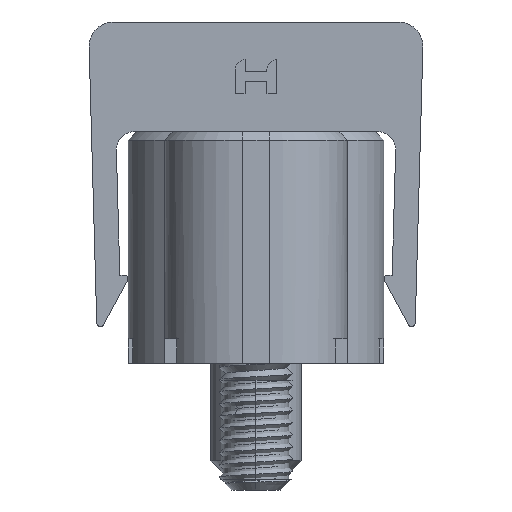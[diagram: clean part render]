
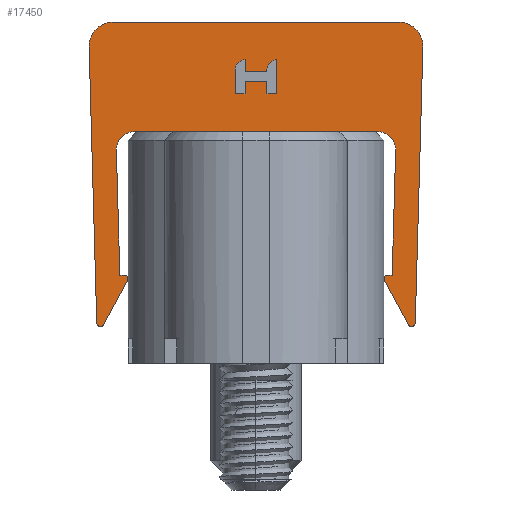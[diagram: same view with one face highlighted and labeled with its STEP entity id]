
A CAD part, left-side view. The second image highlights one B-rep face of the part: STEP entity #17450.
In plain terms, the highlighted face is planar.
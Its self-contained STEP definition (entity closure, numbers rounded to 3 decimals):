
#16522=CARTESIAN_POINT('',(4.979,4.,5.25));
#16523=DIRECTION('',(0.,-1.,0.));
#16524=DIRECTION('',(0.,0.,-1.));
#16525=AXIS2_PLACEMENT_3D('',#16522,#16523,#16524);
#16552=CARTESIAN_POINT('',(-4.979,4.,5.25));
#16553=DIRECTION('',(0.,-1.,0.));
#16554=DIRECTION('',(-1.,0.,0.028));
#16555=AXIS2_PLACEMENT_3D('',#16552,#16553,#16554);
#16609=CARTESIAN_POINT('',(-5.847,4.,1.));
#16610=DIRECTION('',(0.,1.,0.));
#16611=DIRECTION('',(0.,0.,-1.));
#16612=AXIS2_PLACEMENT_3D('',#16609,#16610,#16611);
#16617=DIRECTION('',(-1.,0.,0.));
#16618=VECTOR('',#16617,11.694);
#16619=CARTESIAN_POINT('',(5.847,4.,0.));
#16620=LINE('',#16619,#16618);
#16624=CARTESIAN_POINT('',(5.847,4.,1.));
#16625=DIRECTION('',(0.,1.,0.));
#16626=DIRECTION('',(1.,0.,0.028));
#16627=AXIS2_PLACEMENT_3D('',#16624,#16625,#16626);
#16632=DIRECTION('',(0.028,0.,-1.));
#16633=VECTOR('',#16632,11.331);
#16634=CARTESIAN_POINT('',(6.533,4.,12.354));
#16635=LINE('',#16634,#16633);
#16639=CARTESIAN_POINT('',(6.383,4.,12.35));
#16640=DIRECTION('',(0.,1.,0.));
#16641=DIRECTION('',(-0.88,0.,0.476));
#16642=AXIS2_PLACEMENT_3D('',#16639,#16640,#16641);
#16647=DIRECTION('',(0.476,0.,0.88));
#16648=VECTOR('',#16647,2.066);
#16649=CARTESIAN_POINT('',(5.268,4.,10.605));
#16650=LINE('',#16649,#16648);
#16654=CARTESIAN_POINT('',(5.4,4.,10.533));
#16655=DIRECTION('',(0.,1.,0.));
#16656=DIRECTION('',(0.028,0.,-1.));
#16657=AXIS2_PLACEMENT_3D('',#16654,#16655,#16656);
#16662=DIRECTION('',(-1.,0.,-0.028));
#16663=VECTOR('',#16662,0.183);
#16664=CARTESIAN_POINT('',(5.587,4.,10.388));
#16665=LINE('',#16664,#16663);
#16669=DIRECTION('',(-0.028,0.,1.));
#16670=VECTOR('',#16669,5.119);
#16671=CARTESIAN_POINT('',(5.729,4.,5.271));
#16672=LINE('',#16671,#16670);
#16676=DIRECTION('',(1.,0.,0.));
#16677=VECTOR('',#16676,9.958);
#16678=CARTESIAN_POINT('',(-4.979,4.,4.5));
#16679=LINE('',#16678,#16677);
#16683=DIRECTION('',(-0.028,0.,-1.));
#16684=VECTOR('',#16683,5.119);
#16685=CARTESIAN_POINT('',(-5.587,4.,10.388));
#16686=LINE('',#16685,#16684);
#16690=DIRECTION('',(-1.,0.,0.028));
#16691=VECTOR('',#16690,0.183);
#16692=CARTESIAN_POINT('',(-5.404,4.,10.383));
#16693=LINE('',#16692,#16691);
#16697=CARTESIAN_POINT('',(-5.4,4.,10.533));
#16698=DIRECTION('',(0.,1.,0.));
#16699=DIRECTION('',(0.88,0.,0.476));
#16700=AXIS2_PLACEMENT_3D('',#16697,#16698,#16699);
#16705=DIRECTION('',(0.476,0.,-0.88));
#16706=VECTOR('',#16705,2.066);
#16707=CARTESIAN_POINT('',(-6.251,4.,12.421));
#16708=LINE('',#16707,#16706);
#16712=CARTESIAN_POINT('',(-6.383,4.,12.35));
#16713=DIRECTION('',(0.,1.,0.));
#16714=DIRECTION('',(-1.,0.,0.028));
#16715=AXIS2_PLACEMENT_3D('',#16712,#16713,#16714);
#16720=DIRECTION('',(0.028,0.,1.));
#16721=VECTOR('',#16720,11.331);
#16722=CARTESIAN_POINT('',(-6.847,4.,1.028));
#16723=LINE('',#16722,#16721);
#16727=DIRECTION('',(0.,0.,-1.));
#16728=VECTOR('',#16727,1.4);
#16729=CARTESIAN_POINT('',(0.85,4.,2.95));
#16730=LINE('',#16729,#16728);
#16734=DIRECTION('',(0.,0.,1.));
#16735=VECTOR('',#16734,0.1);
#16736=CARTESIAN_POINT('',(0.45,4.,1.95));
#16737=LINE('',#16736,#16735);
#16741=DIRECTION('',(-1.,0.,0.));
#16742=VECTOR('',#16741,0.9);
#16743=CARTESIAN_POINT('',(0.45,4.,2.05));
#16744=LINE('',#16743,#16742);
#16748=DIRECTION('',(0.,0.,-1.));
#16749=VECTOR('',#16748,0.5);
#16750=CARTESIAN_POINT('',(-0.45,4.,2.05));
#16751=LINE('',#16750,#16749);
#16755=DIRECTION('',(0.,0.,1.));
#16756=VECTOR('',#16755,1.);
#16757=CARTESIAN_POINT('',(-0.85,4.,1.95));
#16758=LINE('',#16757,#16756);
#16762=DIRECTION('',(1.,0.,0.));
#16763=VECTOR('',#16762,0.4);
#16764=CARTESIAN_POINT('',(-0.85,4.,2.95));
#16765=LINE('',#16764,#16763);
#16769=DIRECTION('',(0.,0.,-1.));
#16770=VECTOR('',#16769,0.5);
#16771=CARTESIAN_POINT('',(-0.45,4.,2.95));
#16772=LINE('',#16771,#16770);
#16776=DIRECTION('',(1.,0.,0.));
#16777=VECTOR('',#16776,0.9);
#16778=CARTESIAN_POINT('',(-0.45,4.,2.45));
#16779=LINE('',#16778,#16777);
#16783=DIRECTION('',(0.,0.,1.));
#16784=VECTOR('',#16783,0.5);
#16785=CARTESIAN_POINT('',(0.45,4.,2.45));
#16786=LINE('',#16785,#16784);
#16790=DIRECTION('',(1.,0.,0.));
#16791=VECTOR('',#16790,0.4);
#16792=CARTESIAN_POINT('',(0.45,4.,2.95));
#16793=LINE('',#16792,#16791);
#16811=CARTESIAN_POINT('',(0.85,4.,1.95));
#16812=DIRECTION('',(0.,-1.,0.));
#16813=DIRECTION('',(-1.,0.,0.));
#16814=AXIS2_PLACEMENT_3D('',#16811,#16812,#16813);
#16905=CARTESIAN_POINT('',(-0.45,4.,1.95));
#16906=DIRECTION('',(0.,-1.,0.));
#16907=DIRECTION('',(-1.,0.,0.));
#16908=AXIS2_PLACEMENT_3D('',#16905,#16906,#16907);
#16984=CARTESIAN_POINT('',(-4.979,4.,4.5));
#16986=VERTEX_POINT('',#16984);
#16988=CARTESIAN_POINT('',(-5.729,4.,5.271));
#16990=VERTEX_POINT('',#16988);
#16995=CARTESIAN_POINT('',(-5.587,4.,10.388));
#16996=VERTEX_POINT('',#16995);
#16997=CARTESIAN_POINT('',(4.979,4.,4.5));
#16998=VERTEX_POINT('',#16997);
#17003=CARTESIAN_POINT('',(-5.847,4.,0.));
#17004=VERTEX_POINT('',#17003);
#17005=CARTESIAN_POINT('',(-6.847,4.,1.028));
#17006=VERTEX_POINT('',#17005);
#17011=CARTESIAN_POINT('',(5.847,4.,0.));
#17012=VERTEX_POINT('',#17011);
#17013=CARTESIAN_POINT('',(-6.533,4.,12.354));
#17014=VERTEX_POINT('',#17013);
#17031=CARTESIAN_POINT('',(-0.85,4.,2.95));
#17032=CARTESIAN_POINT('',(-0.45,4.,2.95));
#17033=VERTEX_POINT('',#17031);
#17034=VERTEX_POINT('',#17032);
#17035=CARTESIAN_POINT('',(-0.45,4.,2.45));
#17036=VERTEX_POINT('',#17035);
#17037=CARTESIAN_POINT('',(0.45,4.,2.45));
#17038=VERTEX_POINT('',#17037);
#17039=CARTESIAN_POINT('',(0.45,4.,2.95));
#17040=VERTEX_POINT('',#17039);
#17041=CARTESIAN_POINT('',(0.85,4.,2.95));
#17042=VERTEX_POINT('',#17041);
#17043=CARTESIAN_POINT('',(0.45,4.,2.05));
#17044=CARTESIAN_POINT('',(-0.45,4.,2.05));
#17045=VERTEX_POINT('',#17043);
#17046=VERTEX_POINT('',#17044);
#17051=CARTESIAN_POINT('',(-0.85,4.,1.95));
#17052=VERTEX_POINT('',#17051);
#17053=CARTESIAN_POINT('',(-0.45,4.,1.55));
#17054=VERTEX_POINT('',#17053);
#17059=CARTESIAN_POINT('',(0.45,4.,1.95));
#17060=VERTEX_POINT('',#17059);
#17061=CARTESIAN_POINT('',(0.85,4.,1.55));
#17062=VERTEX_POINT('',#17061);
#17079=CARTESIAN_POINT('',(-6.251,4.,12.421));
#17080=VERTEX_POINT('',#17079);
#17081=CARTESIAN_POINT('',(-5.268,4.,10.605));
#17082=VERTEX_POINT('',#17081);
#17083=CARTESIAN_POINT('',(-5.404,4.,10.383));
#17084=VERTEX_POINT('',#17083);
#17085=CARTESIAN_POINT('',(5.587,4.,10.388));
#17086=CARTESIAN_POINT('',(5.404,4.,10.383));
#17087=VERTEX_POINT('',#17085);
#17088=VERTEX_POINT('',#17086);
#17089=CARTESIAN_POINT('',(5.268,4.,10.605));
#17090=VERTEX_POINT('',#17089);
#17091=CARTESIAN_POINT('',(6.251,4.,12.421));
#17092=VERTEX_POINT('',#17091);
#17093=CARTESIAN_POINT('',(6.533,4.,12.354));
#17094=VERTEX_POINT('',#17093);
#17096=CARTESIAN_POINT('',(5.729,4.,5.271));
#17098=VERTEX_POINT('',#17096);
#17101=CARTESIAN_POINT('',(6.847,4.,1.028));
#17102=VERTEX_POINT('',#17101);
#17399=CARTESIAN_POINT('',(0.,4.,0.));
#17400=DIRECTION('',(0.,1.,0.));
#17401=DIRECTION('',(1.,0.,0.));
#17402=AXIS2_PLACEMENT_3D('',#17399,#17400,#17401);
#17403=PLANE('',#17402);
#17404=ORIENTED_EDGE('',*,*,#17155,.F.);
#17405=ORIENTED_EDGE('',*,*,#17171,.F.);
#17406=ORIENTED_EDGE('',*,*,#17184,.F.);
#17407=ORIENTED_EDGE('',*,*,#17199,.F.);
#17408=ORIENTED_EDGE('',*,*,#17212,.F.);
#17409=ORIENTED_EDGE('',*,*,#17226,.F.);
#17410=ORIENTED_EDGE('',*,*,#17240,.F.);
#17411=ORIENTED_EDGE('',*,*,#17254,.F.);
#17412=ORIENTED_EDGE('',*,*,#17267,.F.);
#17413=ORIENTED_EDGE('',*,*,#17283,.F.);
#17414=ORIENTED_EDGE('',*,*,#17295,.F.);
#17415=ORIENTED_EDGE('',*,*,#17311,.F.);
#17416=ORIENTED_EDGE('',*,*,#17325,.F.);
#17417=ORIENTED_EDGE('',*,*,#17338,.F.);
#17418=ORIENTED_EDGE('',*,*,#17352,.F.);
#17419=ORIENTED_EDGE('',*,*,#17366,.F.);
#17420=ORIENTED_EDGE('',*,*,#17380,.F.);
#17421=ORIENTED_EDGE('',*,*,#17392,.F.);
#17422=EDGE_LOOP('',(#17404,#17405,#17406,#17407,#17408,#17409,#17410,#17411,
#17412,#17413,#17414,#17415,#17416,#17417,#17418,#17419,#17420,#17421));
#17423=FACE_OUTER_BOUND('',#17422,.F.);
#17425=ORIENTED_EDGE('',*,*,#17424,.T.);
#17427=ORIENTED_EDGE('',*,*,#17426,.F.);
#17429=ORIENTED_EDGE('',*,*,#17428,.T.);
#17431=ORIENTED_EDGE('',*,*,#17430,.T.);
#17433=ORIENTED_EDGE('',*,*,#17432,.T.);
#17435=ORIENTED_EDGE('',*,*,#17434,.F.);
#17437=ORIENTED_EDGE('',*,*,#17436,.T.);
#17439=ORIENTED_EDGE('',*,*,#17438,.T.);
#17441=ORIENTED_EDGE('',*,*,#17440,.T.);
#17443=ORIENTED_EDGE('',*,*,#17442,.T.);
#17445=ORIENTED_EDGE('',*,*,#17444,.T.);
#17447=ORIENTED_EDGE('',*,*,#17446,.T.);
#17448=EDGE_LOOP('',(#17425,#17427,#17429,#17431,#17433,#17435,#17437,#17439,
#17441,#17443,#17445,#17447));
#17449=FACE_BOUND('',#17448,.F.);
#17450=ADVANCED_FACE('',(#17423,#17449),#17403,.T.);
#16526=CIRCLE('',#16525,0.75);
#16556=CIRCLE('',#16555,0.75);
#16613=CIRCLE('',#16612,1.);
#16628=CIRCLE('',#16627,1.);
#16643=CIRCLE('',#16642,0.15);
#16658=CIRCLE('',#16657,0.15);
#16701=CIRCLE('',#16700,0.15);
#16716=CIRCLE('',#16715,0.15);
#16815=CIRCLE('',#16814,0.4);
#16909=CIRCLE('',#16908,0.4);
#17155=EDGE_CURVE('',#17004,#17006,#16613,.T.);
#17171=EDGE_CURVE('',#17012,#17004,#16620,.T.);
#17184=EDGE_CURVE('',#17102,#17012,#16628,.T.);
#17199=EDGE_CURVE('',#17094,#17102,#16635,.T.);
#17212=EDGE_CURVE('',#17092,#17094,#16643,.T.);
#17226=EDGE_CURVE('',#17090,#17092,#16650,.T.);
#17240=EDGE_CURVE('',#17088,#17090,#16658,.T.);
#17254=EDGE_CURVE('',#17087,#17088,#16665,.T.);
#17267=EDGE_CURVE('',#17098,#17087,#16672,.T.);
#17283=EDGE_CURVE('',#16998,#17098,#16526,.T.);
#17295=EDGE_CURVE('',#16986,#16998,#16679,.T.);
#17311=EDGE_CURVE('',#16990,#16986,#16556,.T.);
#17325=EDGE_CURVE('',#16996,#16990,#16686,.T.);
#17338=EDGE_CURVE('',#17084,#16996,#16693,.T.);
#17352=EDGE_CURVE('',#17082,#17084,#16701,.T.);
#17366=EDGE_CURVE('',#17080,#17082,#16708,.T.);
#17380=EDGE_CURVE('',#17014,#17080,#16716,.T.);
#17392=EDGE_CURVE('',#17006,#17014,#16723,.T.);
#17424=EDGE_CURVE('',#17042,#17062,#16730,.T.);
#17426=EDGE_CURVE('',#17060,#17062,#16815,.T.);
#17428=EDGE_CURVE('',#17060,#17045,#16737,.T.);
#17430=EDGE_CURVE('',#17045,#17046,#16744,.T.);
#17432=EDGE_CURVE('',#17046,#17054,#16751,.T.);
#17434=EDGE_CURVE('',#17052,#17054,#16909,.T.);
#17436=EDGE_CURVE('',#17052,#17033,#16758,.T.);
#17438=EDGE_CURVE('',#17033,#17034,#16765,.T.);
#17440=EDGE_CURVE('',#17034,#17036,#16772,.T.);
#17442=EDGE_CURVE('',#17036,#17038,#16779,.T.);
#17444=EDGE_CURVE('',#17038,#17040,#16786,.T.);
#17446=EDGE_CURVE('',#17040,#17042,#16793,.T.);
